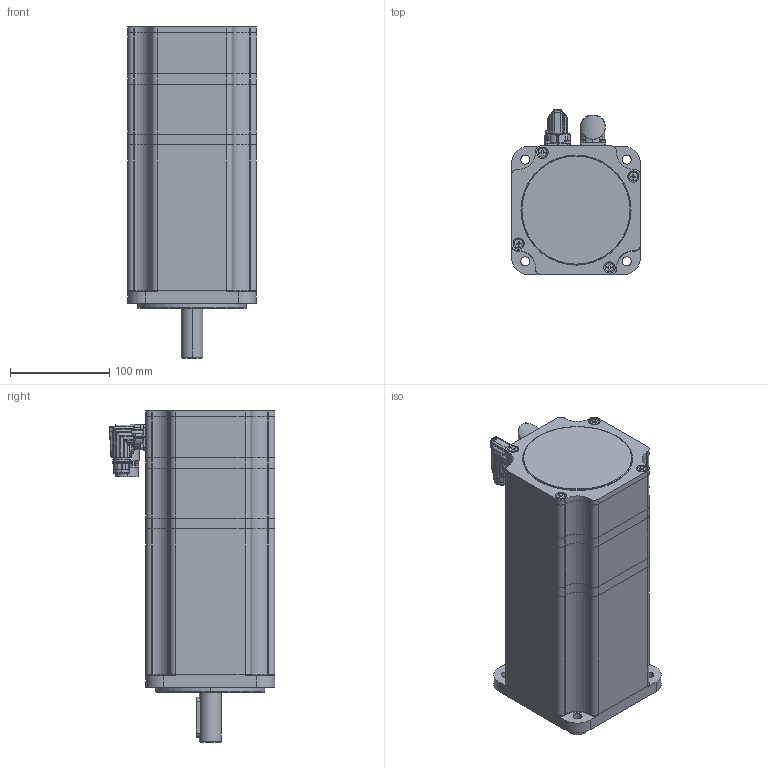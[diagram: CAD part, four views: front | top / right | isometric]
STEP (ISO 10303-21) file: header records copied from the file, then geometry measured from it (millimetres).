
FILE_DESCRIPTION (( 'STEP AP214' ), '1' );
FILE_NAME ('SMH130-3002038RBD.STEP', '2020-05-08T06:10:48', ( 'User' ), ( 'china' ), 'SwSTEP 2.0', 'SolidWorks 2016', '' );
FILE_SCHEMA (( 'AUTOMOTIVE_DESIGN' ));
Length unit declared in the file: millimetre
Products named in the file (1): SMH130-3002038RBD
Bounding box: 130 x 167.04 x 335 mm (x, y, z)
Surface area: 213822.8 mm2 (no closed solid volume)
Topology: 0 solids, 74 shells, 1066 faces, 3865 edges, 2760 vertices
Faces by surface type: cylinder 449, plane 404, bspline 80, torus 68, cone 53, sphere 12
Entity records: 60508 total; most frequent: CARTESIAN_POINT 17869, ORIENTED_EDGE 6032, DIRECTION 6006, EDGE_CURVE 3832, VERTEX_POINT 2760, AXIS2_PLACEMENT_3D 2187, VECTOR 1632, LINE 1632
